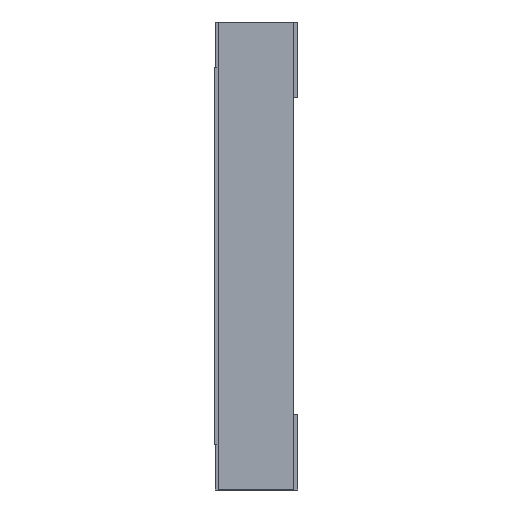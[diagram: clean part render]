
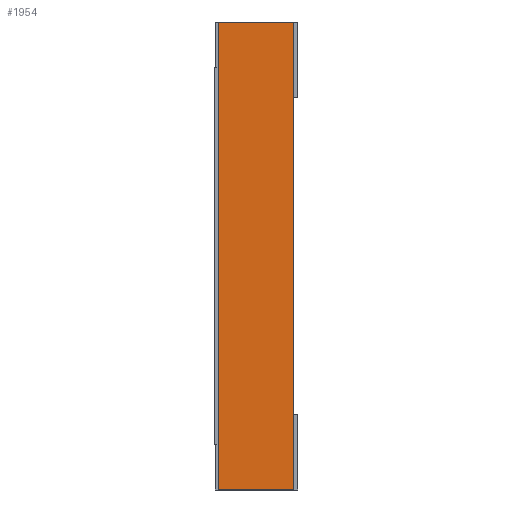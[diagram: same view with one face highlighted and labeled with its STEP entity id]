
A CAD part, left-side view. The second image highlights one B-rep face of the part: STEP entity #1954.
In plain terms, the highlighted planar face has unit normal (-1, 0, 0).
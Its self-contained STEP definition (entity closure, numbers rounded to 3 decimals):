
#66 = LINE ( 'NONE', #421, #4258 ) ;
#282 = ORIENTED_EDGE ( 'NONE', *, *, #1879, .F. ) ;
#310 = CARTESIAN_POINT ( 'NONE',  ( -3.2, 0.5, 1.55 ) ) ;
#421 = CARTESIAN_POINT ( 'NONE',  ( -3.2, 0.5, -1.55 ) ) ;
#527 = DIRECTION ( 'NONE',  ( 0., 0., 1. ) ) ;
#760 = EDGE_CURVE ( 'NONE', #2514, #1453, #5426, .T. ) ;
#775 = DIRECTION ( 'NONE',  ( 1., 0., 0. ) ) ;
#790 = CARTESIAN_POINT ( 'NONE',  ( -3.2, 0., -1.55 ) ) ;
#895 = VECTOR ( 'NONE', #527, 1000. ) ;
#1112 = CARTESIAN_POINT ( 'NONE',  ( -3.2, 0.5, 1.55 ) ) ;
#1144 = CARTESIAN_POINT ( 'NONE',  ( -3.2, 0.5, -1.55 ) ) ;
#1221 = CARTESIAN_POINT ( 'NONE',  ( -3.2, 0.5, 1.55 ) ) ;
#1453 = VERTEX_POINT ( 'NONE', #4642 ) ;
#1526 = CARTESIAN_POINT ( 'NONE',  ( -3.2, 0.5, 1.55 ) ) ;
#1673 = ORIENTED_EDGE ( 'NONE', *, *, #4697, .F. ) ;
#1879 = EDGE_CURVE ( 'NONE', #2555, #5717, #4282, .T. ) ;
#1954 = ADVANCED_FACE ( 'NONE', ( #4427 ), #3452, .F. ) ;
#2372 = EDGE_CURVE ( 'NONE', #2555, #2514, #66, .T. ) ;
#2441 = DIRECTION ( 'NONE',  ( 0., -1., 0. ) ) ;
#2514 = VERTEX_POINT ( 'NONE', #790 ) ;
#2555 = VERTEX_POINT ( 'NONE', #1144 ) ;
#2861 = LINE ( 'NONE', #1526, #3963 ) ;
#3196 = CARTESIAN_POINT ( 'NONE',  ( -3.2, 0., 1.55 ) ) ;
#3281 = EDGE_LOOP ( 'NONE', ( #5447, #1673, #282, #4439 ) ) ;
#3452 = PLANE ( 'NONE',  #5463 ) ;
#3963 = VECTOR ( 'NONE', #2441, 1000. ) ;
#4258 = VECTOR ( 'NONE', #4864, 1000. ) ;
#4282 = LINE ( 'NONE', #1112, #5743 ) ;
#4427 = FACE_OUTER_BOUND ( 'NONE', #3281, .T. ) ;
#4439 = ORIENTED_EDGE ( 'NONE', *, *, #2372, .T. ) ;
#4642 = CARTESIAN_POINT ( 'NONE',  ( -3.2, 0., 1.55 ) ) ;
#4697 = EDGE_CURVE ( 'NONE', #5717, #1453, #2861, .T. ) ;
#4849 = DIRECTION ( 'NONE',  ( 0., 0., -1. ) ) ;
#4864 = DIRECTION ( 'NONE',  ( 0., -1., 0. ) ) ;
#5426 = LINE ( 'NONE', #3196, #895 ) ;
#5447 = ORIENTED_EDGE ( 'NONE', *, *, #760, .T. ) ;
#5463 = AXIS2_PLACEMENT_3D ( 'NONE', #1221, #775, #4849 ) ;
#5607 = DIRECTION ( 'NONE',  ( 0., 0., 1. ) ) ;
#5717 = VERTEX_POINT ( 'NONE', #310 ) ;
#5743 = VECTOR ( 'NONE', #5607, 1000. ) ;
